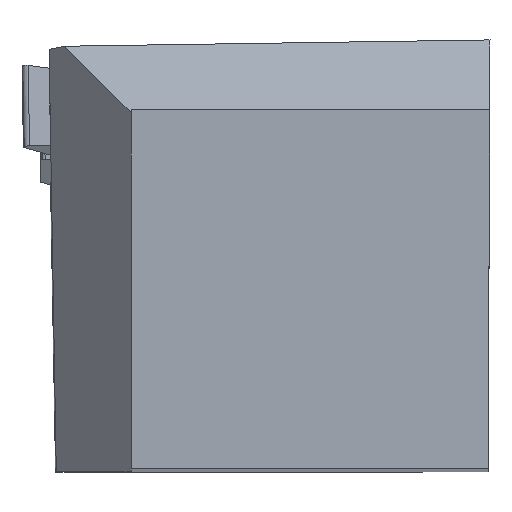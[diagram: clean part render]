
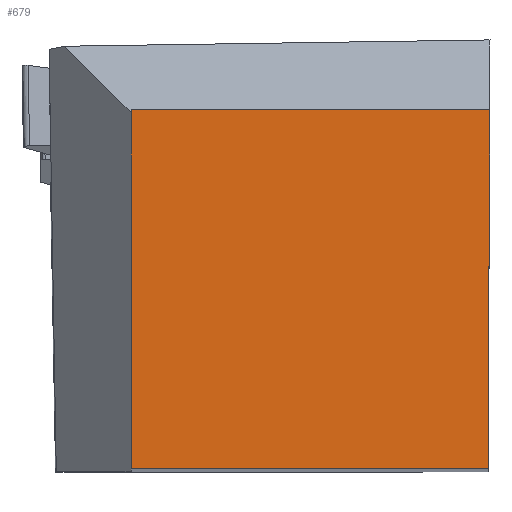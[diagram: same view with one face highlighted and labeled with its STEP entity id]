
A CAD part, top view. The second image highlights one B-rep face of the part: STEP entity #679.
In plain terms, the highlighted planar face has unit normal (0, 0, 1).
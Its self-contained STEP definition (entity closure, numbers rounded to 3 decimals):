
#172=PLANE('',#1885);
#250=FACE_OUTER_BOUND('',#796,.T.);
#402=LINE('',#2969,#575);
#419=LINE('',#3002,#592);
#420=LINE('',#3004,#593);
#421=LINE('',#3006,#594);
#575=VECTOR('',#2306,1.);
#592=VECTOR('',#2331,1.);
#593=VECTOR('',#2332,1.);
#594=VECTOR('',#2333,1.);
#679=ADVANCED_FACE('BLANK_BOXF006',(#250),#172,.F.);
#796=EDGE_LOOP('',(#1222,#1223,#1224,#1225));
#1222=ORIENTED_EDGE('',*,*,#1640,.F.);
#1223=ORIENTED_EDGE('',*,*,#1623,.F.);
#1224=ORIENTED_EDGE('',*,*,#1641,.F.);
#1225=ORIENTED_EDGE('',*,*,#1642,.F.);
#1404=VERTEX_POINT('',#2968);
#1405=VERTEX_POINT('',#2970);
#1417=VERTEX_POINT('',#3003);
#1418=VERTEX_POINT('',#3005);
#1623=EDGE_CURVE('',#1404,#1405,#402,.T.);
#1640=EDGE_CURVE('',#1405,#1417,#419,.T.);
#1641=EDGE_CURVE('',#1418,#1404,#420,.T.);
#1642=EDGE_CURVE('',#1417,#1418,#421,.T.);
#1885=AXIS2_PLACEMENT_3D('',#3007,#2334,#2335);
#2306=DIRECTION('',(-1.,0.,0.));
#2331=DIRECTION('',(0.,1.,0.));
#2332=DIRECTION('',(-0.004,-1.,0.));
#2333=DIRECTION('',(1.,0.,0.));
#2334=DIRECTION('',(0.,0.,-1.));
#2335=DIRECTION('',(0.,-1.,0.));
#2968=CARTESIAN_POINT('',(-0.11,0.,0.));
#2969=CARTESIAN_POINT('',(152.4,0.,0.));
#2970=CARTESIAN_POINT('',(-25.273,0.,0.));
#3002=CARTESIAN_POINT('',(-25.273,-152.4,0.));
#3003=CARTESIAN_POINT('',(-25.273,25.273,0.));
#3004=CARTESIAN_POINT('',(0.555,152.399,0.));
#3005=CARTESIAN_POINT('',(0.,25.273,0.));
#3006=CARTESIAN_POINT('',(-152.4,25.273,0.));
#3007=CARTESIAN_POINT('',(-57.023,-5.,0.));
